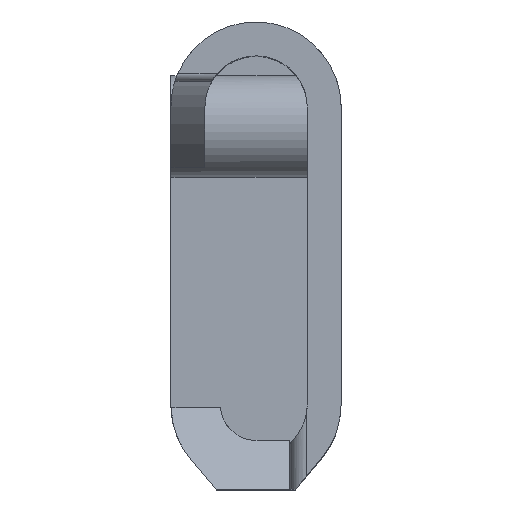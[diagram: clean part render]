
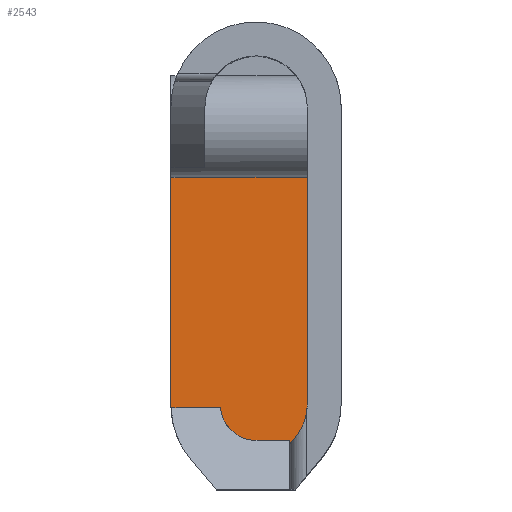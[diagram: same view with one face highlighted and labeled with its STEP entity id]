
A CAD part, top view. The second image highlights one B-rep face of the part: STEP entity #2543.
In plain terms, the highlighted planar face has unit normal (0, 0, 1).
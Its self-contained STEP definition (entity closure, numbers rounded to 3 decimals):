
#9 = CARTESIAN_POINT ( 'NONE',  ( 6.05, 12.083, -123.705 ) ) ;
#24 = EDGE_CURVE ( 'NONE', #1165, #2380, #1324, .T. ) ;
#25 = ORIENTED_EDGE ( 'NONE', *, *, #2488, .F. ) ;
#92 = ORIENTED_EDGE ( 'NONE', *, *, #654, .F. ) ;
#103 = LINE ( 'NONE', #2546, #2267 ) ;
#134 = DIRECTION ( 'NONE',  ( -1., 0., 0. ) ) ;
#395 = VERTEX_POINT ( 'NONE', #2407 ) ;
#444 = DIRECTION ( 'NONE',  ( -1., 0., 0. ) ) ;
#449 = CARTESIAN_POINT ( 'NONE',  ( 4.014, -21.75, -123.705 ) ) ;
#513 = LINE ( 'NONE', #2134, #2096 ) ;
#517 = LINE ( 'NONE', #648, #2953 ) ;
#539 = DIRECTION ( 'NONE',  ( -0.643, -0.766, 0. ) ) ;
#574 = VECTOR ( 'NONE', #1950, 1000. ) ;
#617 = CARTESIAN_POINT ( 'NONE',  ( -6.05, 9.3, -123.705 ) ) ;
#618 = LINE ( 'NONE', #1131, #2329 ) ;
#648 = CARTESIAN_POINT ( 'NONE',  ( 4.014, 17.55, -123.705 ) ) ;
#654 = EDGE_CURVE ( 'NONE', #395, #1267, #1684, .T. ) ;
#672 = CARTESIAN_POINT ( 'NONE',  ( 0., -17.55, -123.705 ) ) ;
#680 = EDGE_LOOP ( 'NONE', ( #1480, #2903, #1583, #2778, #2694, #25, #92, #2087, #2092, #2588, #1100, #1185 ) ) ;
#800 = DIRECTION ( 'NONE',  ( -1., 0., 0. ) ) ;
#815 = DIRECTION ( 'NONE',  ( -1., 0., 0. ) ) ;
#831 = DIRECTION ( 'NONE',  ( 0., -1., 0. ) ) ;
#840 = CARTESIAN_POINT ( 'NONE',  ( 22.671, 12.083, -123.705 ) ) ;
#857 = VERTEX_POINT ( 'NONE', #3011 ) ;
#867 = EDGE_CURVE ( 'NONE', #2802, #2380, #1248, .T. ) ;
#961 = CARTESIAN_POINT ( 'NONE',  ( 0., -17.55, -123.705 ) ) ;
#991 = CARTESIAN_POINT ( 'NONE',  ( 68.632, 9.3, -123.705 ) ) ;
#1033 = EDGE_CURVE ( 'NONE', #1173, #3357, #618, .T. ) ;
#1048 = LINE ( 'NONE', #991, #1219 ) ;
#1092 = CARTESIAN_POINT ( 'NONE',  ( 2.821, -23.6, -123.705 ) ) ;
#1100 = ORIENTED_EDGE ( 'NONE', *, *, #2946, .T. ) ;
#1126 = DIRECTION ( 'NONE',  ( 0., 0., -1. ) ) ;
#1131 = CARTESIAN_POINT ( 'NONE',  ( 4.014, -21.75, -123.705 ) ) ;
#1165 = VERTEX_POINT ( 'NONE', #617 ) ;
#1173 = VERTEX_POINT ( 'NONE', #449 ) ;
#1178 = VECTOR ( 'NONE', #539, 1000. ) ;
#1185 = ORIENTED_EDGE ( 'NONE', *, *, #1799, .F. ) ;
#1193 = CARTESIAN_POINT ( 'NONE',  ( -6.05, -17.55, -123.705 ) ) ;
#1219 = VECTOR ( 'NONE', #800, 1000. ) ;
#1233 = CARTESIAN_POINT ( 'NONE',  ( -10.05, 9.3, -123.705 ) ) ;
#1248 = LINE ( 'NONE', #840, #1600 ) ;
#1267 = VERTEX_POINT ( 'NONE', #2586 ) ;
#1278 = CARTESIAN_POINT ( 'NONE',  ( -6.05, 12.083, -123.705 ) ) ;
#1324 = LINE ( 'NONE', #1193, #574 ) ;
#1400 = PLANE ( 'NONE',  #3106 ) ;
#1416 = FACE_OUTER_BOUND ( 'NONE', #680, .T. ) ;
#1474 = DIRECTION ( 'NONE',  ( 1., 0., 0. ) ) ;
#1480 = ORIENTED_EDGE ( 'NONE', *, *, #1841, .F. ) ;
#1543 = VECTOR ( 'NONE', #134, 1000. ) ;
#1554 = CARTESIAN_POINT ( 'NONE',  ( -10.05, -17.55, -123.705 ) ) ;
#1573 = CARTESIAN_POINT ( 'NONE',  ( 0., -17.55, -123.705 ) ) ;
#1583 = ORIENTED_EDGE ( 'NONE', *, *, #2417, .F. ) ;
#1600 = VECTOR ( 'NONE', #815, 1000. ) ;
#1629 = CARTESIAN_POINT ( 'NONE',  ( 0., 17.55, -123.705 ) ) ;
#1641 = DIRECTION ( 'NONE',  ( -1., 0., 0. ) ) ;
#1684 = CIRCLE ( 'NONE', #1740, 6.05 ) ;
#1694 = CARTESIAN_POINT ( 'NONE',  ( 0., -17.87, -123.705 ) ) ;
#1740 = AXIS2_PLACEMENT_3D ( 'NONE', #672, #3102, #1474 ) ;
#1799 = EDGE_CURVE ( 'NONE', #2354, #3386, #103, .T. ) ;
#1806 = EDGE_CURVE ( 'NONE', #2026, #857, #1830, .T. ) ;
#1811 = AXIS2_PLACEMENT_3D ( 'NONE', #1573, #2138, #2383 ) ;
#1820 = EDGE_CURVE ( 'NONE', #2988, #1173, #517, .T. ) ;
#1830 = LINE ( 'NONE', #1694, #1543 ) ;
#1841 = EDGE_CURVE ( 'NONE', #857, #2354, #2100, .T. ) ;
#1896 = CARTESIAN_POINT ( 'NONE',  ( 4.014, -22.179, -123.705 ) ) ;
#1950 = DIRECTION ( 'NONE',  ( 0., 1., 0. ) ) ;
#2021 = CARTESIAN_POINT ( 'NONE',  ( 0., -21.75, -123.705 ) ) ;
#2026 = VERTEX_POINT ( 'NONE', #2102 ) ;
#2087 = ORIENTED_EDGE ( 'NONE', *, *, #2128, .F. ) ;
#2092 = ORIENTED_EDGE ( 'NONE', *, *, #867, .T. ) ;
#2096 = VECTOR ( 'NONE', #831, 1000. ) ;
#2100 = CIRCLE ( 'NONE', #3084, 10.05 ) ;
#2102 = CARTESIAN_POINT ( 'NONE',  ( -4.188, -17.87, -123.705 ) ) ;
#2128 = EDGE_CURVE ( 'NONE', #2802, #395, #513, .T. ) ;
#2134 = CARTESIAN_POINT ( 'NONE',  ( 6.05, 17.55, -123.705 ) ) ;
#2138 = DIRECTION ( 'NONE',  ( 0., 0., -1. ) ) ;
#2267 = VECTOR ( 'NONE', #3058, 1000. ) ;
#2277 = DIRECTION ( 'NONE',  ( 0., 1., 0. ) ) ;
#2329 = VECTOR ( 'NONE', #3278, 1000. ) ;
#2354 = VERTEX_POINT ( 'NONE', #1554 ) ;
#2380 = VERTEX_POINT ( 'NONE', #1278 ) ;
#2383 = DIRECTION ( 'NONE',  ( 1., 0., 0. ) ) ;
#2407 = CARTESIAN_POINT ( 'NONE',  ( 6.05, -17.55, -123.705 ) ) ;
#2417 = EDGE_CURVE ( 'NONE', #3357, #2026, #3081, .T. ) ;
#2488 = EDGE_CURVE ( 'NONE', #1267, #2988, #2860, .T. ) ;
#2543 = ADVANCED_FACE ( 'NONE', ( #1416 ), #1400, .F. ) ;
#2546 = CARTESIAN_POINT ( 'NONE',  ( -10.05, -17.55, -123.705 ) ) ;
#2586 = CARTESIAN_POINT ( 'NONE',  ( 4.635, -21.439, -123.705 ) ) ;
#2588 = ORIENTED_EDGE ( 'NONE', *, *, #24, .F. ) ;
#2694 = ORIENTED_EDGE ( 'NONE', *, *, #1820, .F. ) ;
#2778 = ORIENTED_EDGE ( 'NONE', *, *, #1033, .F. ) ;
#2802 = VERTEX_POINT ( 'NONE', #9 ) ;
#2860 = LINE ( 'NONE', #1092, #1178 ) ;
#2903 = ORIENTED_EDGE ( 'NONE', *, *, #1806, .F. ) ;
#2946 = EDGE_CURVE ( 'NONE', #1165, #3386, #1048, .T. ) ;
#2953 = VECTOR ( 'NONE', #2277, 1000. ) ;
#2988 = VERTEX_POINT ( 'NONE', #1896 ) ;
#3011 = CARTESIAN_POINT ( 'NONE',  ( -10.045, -17.87, -123.705 ) ) ;
#3058 = DIRECTION ( 'NONE',  ( 0., 1., 0. ) ) ;
#3081 = CIRCLE ( 'NONE', #1811, 4.2 ) ;
#3084 = AXIS2_PLACEMENT_3D ( 'NONE', #961, #3148, #444 ) ;
#3102 = DIRECTION ( 'NONE',  ( 0., 0., -1. ) ) ;
#3106 = AXIS2_PLACEMENT_3D ( 'NONE', #1629, #1126, #1641 ) ;
#3148 = DIRECTION ( 'NONE',  ( 0., 0., -1. ) ) ;
#3278 = DIRECTION ( 'NONE',  ( -1., 0., 0. ) ) ;
#3357 = VERTEX_POINT ( 'NONE', #2021 ) ;
#3386 = VERTEX_POINT ( 'NONE', #1233 ) ;
